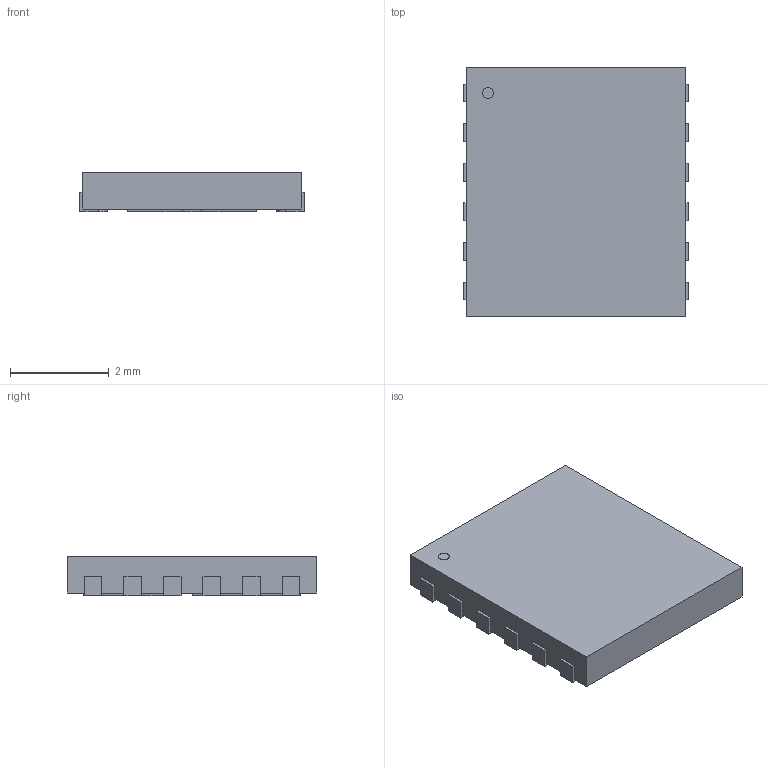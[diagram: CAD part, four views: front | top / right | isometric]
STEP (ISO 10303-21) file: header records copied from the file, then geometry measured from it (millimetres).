
FILE_DESCRIPTION(('STEP AP214'),'1');
FILE_NAME('V-DFN5045-12_DIO','2024-06-26T01:51:58',(''),(''),'','','');
FILE_SCHEMA(('AUTOMOTIVE_DESIGN'));
Length unit declared in the file: millimetre
Products named in the file (1): product
Bounding box: 4.55 x 5.05 x 0.79 mm (x, y, z)
Volume: 17.2 mm3; surface area: 88 mm2
Topology: 17 solids, 17 shells, 123 faces, 267 edges, 178 vertices
Faces by surface type: plane 110, cylinder 13
Full cylindrical faces by diameter (mm): 0.222 x1
Entity records: 3325 total; most frequent: DIRECTION 542, ORIENTED_EDGE 532, CARTESIAN_POINT 329, EDGE_CURVE 266, LINE 240, VECTOR 240, VERTEX_POINT 178, AXIS2_PLACEMENT_3D 151
